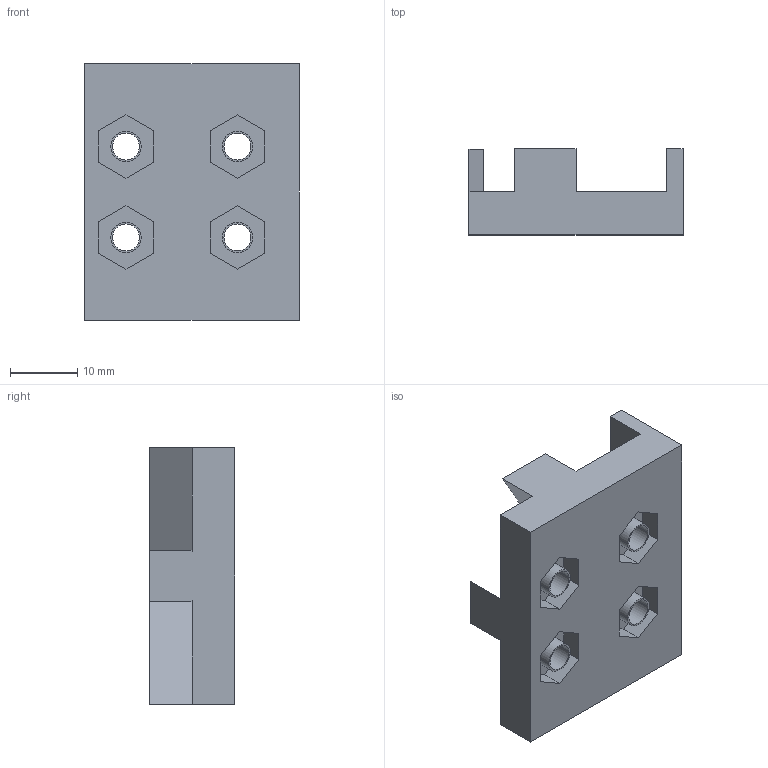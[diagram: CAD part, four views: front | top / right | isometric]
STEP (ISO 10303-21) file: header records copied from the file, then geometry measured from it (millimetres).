
FILE_DESCRIPTION((''),'2;1');
FILE_NAME('CORNER_M_S','2017-11-25T',('joe'),(''),'CREO PARAMETRIC BY PTC INC, 2016260','CREO PARAMETRIC BY PTC INC, 2016260','');
FILE_SCHEMA(('CONFIG_CONTROL_DESIGN'));
Length unit declared in the file: inch
Products named in the file (1): CORNER_M_S
Bounding box: 31.75 x 12.7 x 38.1 mm (x, y, z)
Volume: 8353.6 mm3; surface area: 5278.4 mm2
Topology: 1 solids, 1 shells, 134 faces, 366 edges, 244 vertices
Faces by surface type: plane 118, cylinder 16
Entity records: 4238 total; most frequent: CARTESIAN_POINT 744, ORIENTED_EDGE 732, DIRECTION 666, EDGE_CURVE 366, VECTOR 334, LINE 334, VERTEX_POINT 244, AXIS2_PLACEMENT_3D 166
